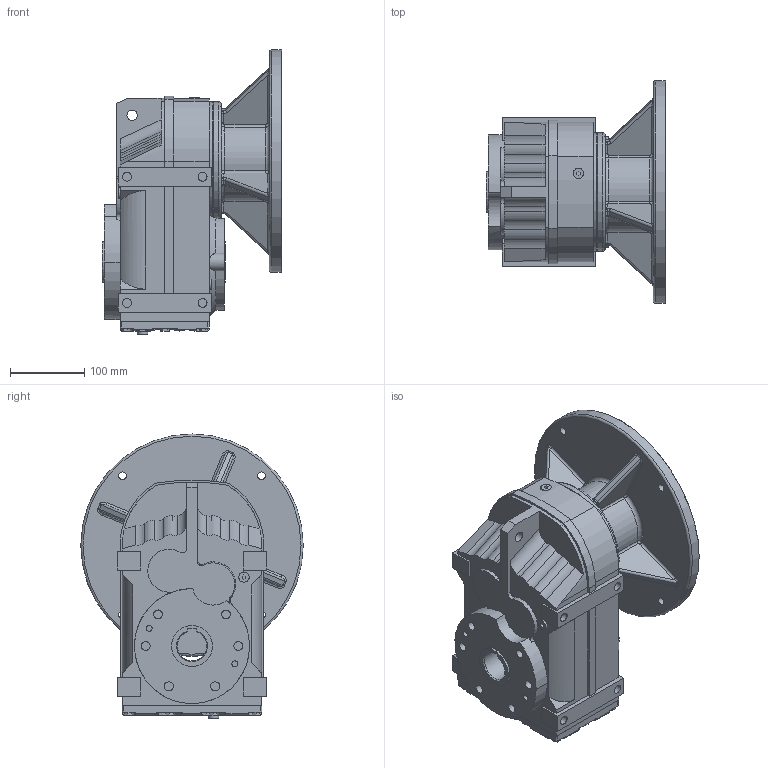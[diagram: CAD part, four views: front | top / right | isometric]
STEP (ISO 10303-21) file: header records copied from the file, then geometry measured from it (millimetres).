
FILE_DESCRIPTION(('STEP AP203'), '1');
FILE_NAME('凎劌膷闉 FA 57', '', ('UNSPECIFIED'), ('UNSPECIFIED'), 'ASCON STEP Converter 1.3', 'ASCON Math Kernel', '');
FILE_SCHEMA(('CONFIG_CONTROL_DESIGN'));
Length unit declared in the file: millimetre
Products named in the file (11): Bohrungen Abdeckhaube Antrieb 2; Bohrungen Abdeckhaube Antrieb 2_1; Verschlussbohrungen B-Seite_10; Bohrungen Abdeckhaube Antrieb 2_2; Bohrungen Abdeckhaube Antrieb 2_3; Bohrungen Abdeckhaube Antrieb 2_4; Bohrungen Abdeckhaube Antrieb 2_5; Bohrungen Abdeckhaube Antrieb 2_6; Bohrungen Abdeckhaube Antrieb 2_7
Assembly tree (10 placements, depth 2):
  (unnamed)
    Bohrungen Abdeckhaube Antrieb 2
    Bohrungen Abdeckhaube Antrieb 2_1
    Verschlussbohrungen B-Seite_10
    Bohrungen Abdeckhaube Antrieb 2_2
    Bohrungen Abdeckhaube Antrieb 2_3
    Bohrungen Abdeckhaube Antrieb 2_4
    Bohrungen Abdeckhaube Antrieb 2_5
    Bohrungen Abdeckhaube Antrieb 2_6
    Bohrungen Abdeckhaube Antrieb 2_7
    (unnamed)
Bounding box: 242.5 x 300 x 383 mm (x, y, z)
Volume: 8339995.2 mm3; surface area: 640835.9 mm2
Topology: 10 solids, 10 shells, 606 faces, 1491 edges, 956 vertices
Faces by surface type: plane 330, cylinder 180, bspline 48, torus 26, cone 22
Full cylindrical faces by diameter (mm): 4 x1, 8 x4, 9 x4, 10.25 x4, 12 x14, 14 x7, 55 x2, 72 x1, 90 x3, 91 x1, 93.5 x1, 100 x1, 110 x1, 112 x1, 160 x2, 228 x1, 230 x1, 300 x1
Entity records: 30489 total; most frequent: CARTESIAN_POINT 11216, ORIENTED_EDGE 2846, DIRECTION 2727, EDGE_CURVE 1423, VERTEX_POINT 956, AXIS2_PLACEMENT_3D 930, LINE 867, VECTOR 867
